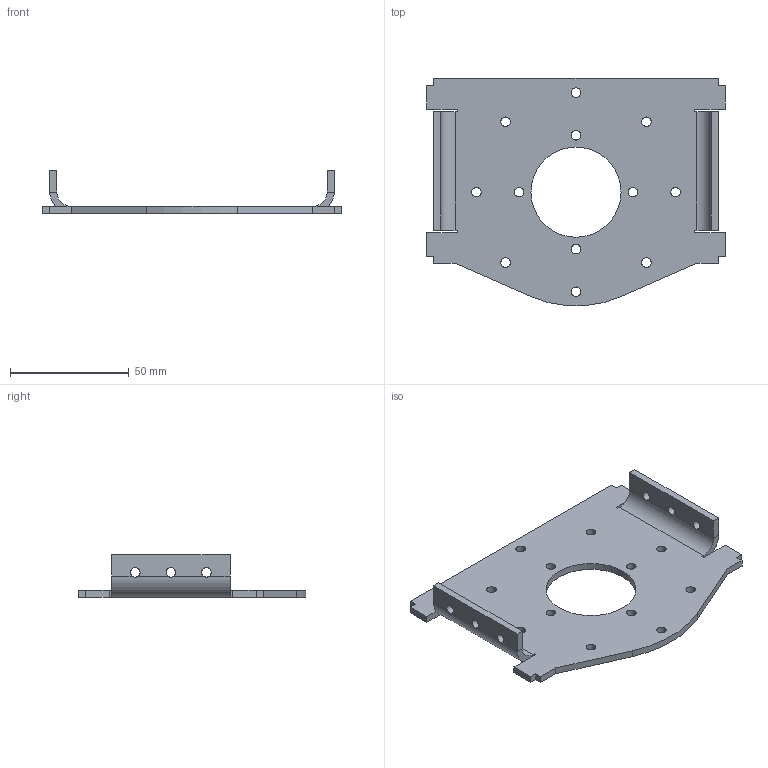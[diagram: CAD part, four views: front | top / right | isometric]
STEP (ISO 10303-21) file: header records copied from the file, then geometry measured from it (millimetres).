
FILE_DESCRIPTION (( 'STEP AP203' ), '1' );
FILE_NAME ('roll_support_plate_Default_sldprt.STEP', '2025-04-30T19:13:08', ( '' ), ( '' ), 'SwSTEP 2.0', 'SolidWorks 2024', '' );
FILE_SCHEMA (( 'CONFIG_CONTROL_DESIGN' ));
Length unit declared in the file: millimetre
Products named in the file (1): roll_support_plate_Default_sldprt
Bounding box: 126 x 95.84 x 18 mm (x, y, z)
Volume: 31030.6 mm3; surface area: 23383.5 mm2
Topology: 1 solids, 1 shells, 118 faces, 338 edges, 210 vertices
Faces by surface type: plane 45, cylinder 43, cone 30
Entity records: 4097 total; most frequent: CARTESIAN_POINT 829, ORIENTED_EDGE 676, DIRECTION 668, EDGE_CURVE 338, AXIS2_PLACEMENT_3D 235, VERTEX_POINT 210, VECTOR 198, LINE 198
